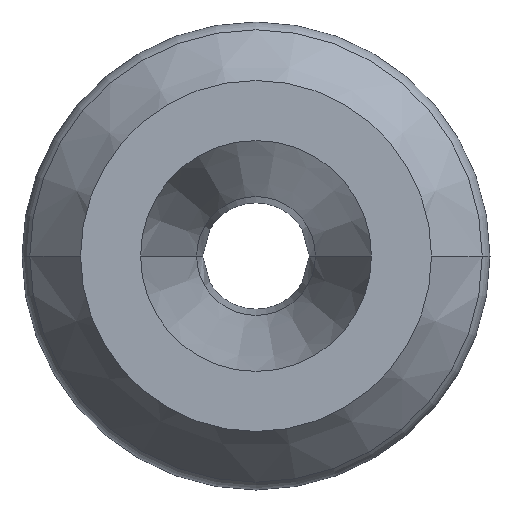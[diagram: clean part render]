
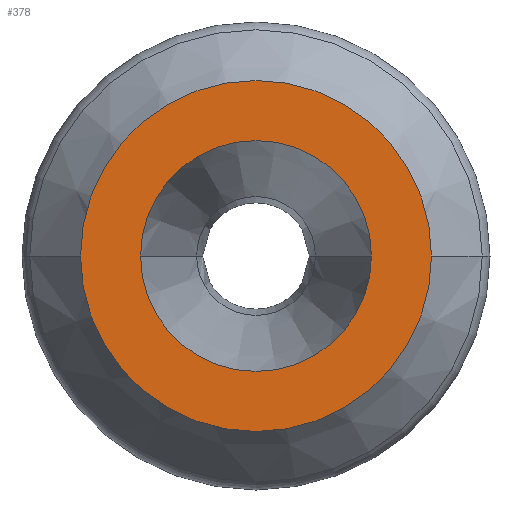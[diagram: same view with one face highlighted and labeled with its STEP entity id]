
A CAD part, front view. The second image highlights one B-rep face of the part: STEP entity #378.
In plain terms, the highlighted planar face has unit normal (0, -1, 0).
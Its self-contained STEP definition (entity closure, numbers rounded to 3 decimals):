
#85=CARTESIAN_POINT('',(0.,0.,0.));
#86=DIRECTION('',(0.,1.,0.));
#87=DIRECTION('',(1.,0.,0.));
#88=AXIS2_PLACEMENT_3D('',#85,#86,#87);
#90=CARTESIAN_POINT('',(0.,0.,0.));
#91=DIRECTION('',(0.,-1.,0.));
#92=DIRECTION('',(1.,0.,0.));
#93=AXIS2_PLACEMENT_3D('',#90,#91,#92);
#95=CARTESIAN_POINT('',(0.,0.,0.));
#96=DIRECTION('',(0.,-1.,0.));
#97=DIRECTION('',(1.,0.,0.));
#98=AXIS2_PLACEMENT_3D('',#95,#96,#97);
#100=CARTESIAN_POINT('',(0.,0.,0.));
#101=DIRECTION('',(0.,-1.,0.));
#102=DIRECTION('',(-1.,0.,0.));
#103=AXIS2_PLACEMENT_3D('',#100,#101,#102);
#197=CARTESIAN_POINT('',(9.866,0.,0.));
#198=VERTEX_POINT('',#197);
#207=CARTESIAN_POINT('',(-9.866,0.,0.));
#208=VERTEX_POINT('',#207);
#229=CARTESIAN_POINT('',(15.,0.,0.));
#230=CARTESIAN_POINT('',(-15.,0.,0.));
#231=VERTEX_POINT('',#229);
#232=VERTEX_POINT('',#230);
#363=CARTESIAN_POINT('',(0.,0.,0.));
#364=DIRECTION('',(0.,-1.,0.));
#365=DIRECTION('',(-1.,0.,0.));
#366=AXIS2_PLACEMENT_3D('',#363,#364,#365);
#367=PLANE('',#366);
#369=ORIENTED_EDGE('',*,*,#368,.F.);
#371=ORIENTED_EDGE('',*,*,#370,.F.);
#372=EDGE_LOOP('',(#369,#371));
#373=FACE_OUTER_BOUND('',#372,.F.);
#374=ORIENTED_EDGE('',*,*,#342,.F.);
#375=ORIENTED_EDGE('',*,*,#358,.T.);
#376=EDGE_LOOP('',(#374,#375));
#377=FACE_BOUND('',#376,.F.);
#378=ADVANCED_FACE('',(#373,#377),#367,.T.);
#89=CIRCLE('',#88,9.866);
#94=CIRCLE('',#93,9.866);
#99=CIRCLE('',#98,15.);
#104=CIRCLE('',#103,15.);
#342=EDGE_CURVE('',#198,#208,#89,.T.);
#358=EDGE_CURVE('',#198,#208,#94,.T.);
#368=EDGE_CURVE('',#231,#232,#99,.T.);
#370=EDGE_CURVE('',#232,#231,#104,.T.);
